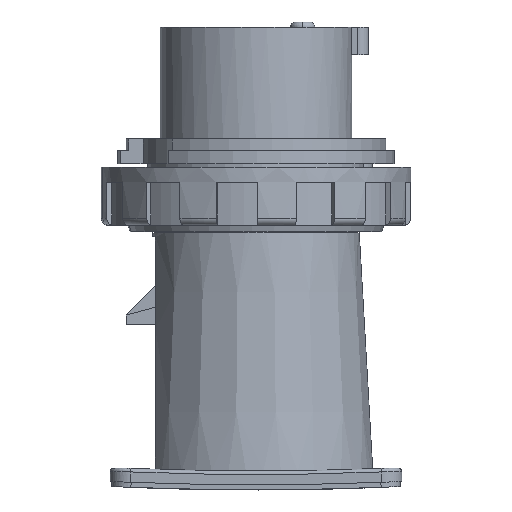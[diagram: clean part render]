
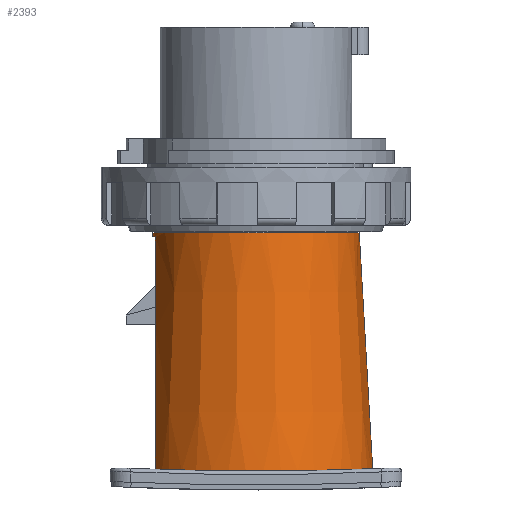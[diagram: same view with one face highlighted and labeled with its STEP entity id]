
A CAD part, left-side view. The second image highlights one B-rep face of the part: STEP entity #2393.
In plain terms, the highlighted conical face has half-angle 3.254 degrees and reference radius 31.866 mm.
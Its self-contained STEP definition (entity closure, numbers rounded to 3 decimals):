
#25=CARTESIAN_POINT('',(30.,-63.742,-0.278));
#26=CARTESIAN_POINT('',(28.6,-63.742,-0.278));
#27=CARTESIAN_POINT('',(25.799,-63.568,-0.279));
#28=CARTESIAN_POINT('',(21.657,-62.787,-0.286));
#29=CARTESIAN_POINT('',(17.652,-61.503,-0.296));
#30=CARTESIAN_POINT('',(13.827,-59.726,-0.309));
#31=CARTESIAN_POINT('',(10.264,-57.498,-0.324));
#32=CARTESIAN_POINT('',(6.992,-54.834,-0.341));
#33=CARTESIAN_POINT('',(4.088,-51.801,-0.358));
#34=CARTESIAN_POINT('',(1.571,-48.414,-0.374));
#35=CARTESIAN_POINT('',(-0.496,-44.762,
-0.389));
#36=CARTESIAN_POINT('',(-2.104,-40.86,
-0.401));
#37=CARTESIAN_POINT('',(-3.21,-36.814,
-0.41));
#38=CARTESIAN_POINT('',(-3.809,-32.636,
-0.414));
#39=CARTESIAN_POINT('',(-3.886,-28.442,
-0.415));
#40=CARTESIAN_POINT('',(-3.44,-24.246,
-0.411));
#41=CARTESIAN_POINT('',(-2.483,-20.16,
-0.404));
#42=CARTESIAN_POINT('',(-1.02,-16.204,
-0.393));
#43=CARTESIAN_POINT('',(0.913,-12.477,
-0.379));
#44=CARTESIAN_POINT('',(3.303,-9.002,-0.363));
#45=CARTESIAN_POINT('',(6.095,-5.862,-0.346));
#46=CARTESIAN_POINT('',(9.265,-3.083,-0.329));
#47=CARTESIAN_POINT('',(11.587,-1.51,-0.318));
#48=CARTESIAN_POINT('',(12.792,-0.798,
-0.313));
#320=DIRECTION('',(0.,-0.057,-0.998));
#321=VECTOR('',#320,69.121);
#322=CARTESIAN_POINT('',(30.,-59.819,68.732));
#323=LINE('',#322,#321);
#339=DIRECTION('',(0.,0.057,-0.998));
#340=VECTOR('',#339,1.234);
#341=CARTESIAN_POINT('',(30.,-0.019,68.732));
#342=LINE('',#341,#340);
#358=CARTESIAN_POINT('',(12.792,-0.798,
-0.313));
#359=CARTESIAN_POINT('',(13.353,-0.798,4.708));
#360=CARTESIAN_POINT('',(14.467,-0.798,14.305));
#361=CARTESIAN_POINT('',(16.106,-0.798,27.312));
#362=CARTESIAN_POINT('',(17.737,-0.798,39.081));
#363=CARTESIAN_POINT('',(19.384,-0.798,49.688));
#364=CARTESIAN_POINT('',(21.079,-0.798,59.202));
#365=CARTESIAN_POINT('',(22.281,-0.798,64.854));
#366=CARTESIAN_POINT('',(22.918,-0.798,67.5));
#368=CARTESIAN_POINT('',(30.,-29.919,67.5));
#369=DIRECTION('',(0.,0.,-1.));
#370=DIRECTION('',(-0.236,0.972,0.));
#371=AXIS2_PLACEMENT_3D('',#368,#369,#370);
#373=CARTESIAN_POINT('',(30.,-29.919,68.732));
#374=DIRECTION('',(0.,0.,-1.));
#375=DIRECTION('',(-0.995,0.1,0.));
#376=AXIS2_PLACEMENT_3D('',#373,#374,#375);
#378=CARTESIAN_POINT('',(30.,-29.919,68.732));
#379=DIRECTION('',(0.,0.,-1.));
#380=DIRECTION('',(-0.995,-0.1,0.));
#381=AXIS2_PLACEMENT_3D('',#378,#379,#380);
#383=CARTESIAN_POINT('',(30.,-29.919,68.732));
#384=DIRECTION('',(0.,0.,-1.));
#385=DIRECTION('',(0.,-1.,0.));
#386=AXIS2_PLACEMENT_3D('',#383,#384,#385);
#1948=VERTEX_POINT('',#358);
#1949=VERTEX_POINT('',#366);
#1964=CARTESIAN_POINT('',(0.251,-26.919,68.732));
#1966=VERTEX_POINT('',#1964);
#1968=CARTESIAN_POINT('',(0.251,-32.919,68.732));
#1969=VERTEX_POINT('',#1968);
#2012=CARTESIAN_POINT('',(30.,-59.819,68.732));
#2013=CARTESIAN_POINT('',(30.,-63.742,-0.278));
#2014=VERTEX_POINT('',#2012);
#2015=VERTEX_POINT('',#2013);
#2016=CARTESIAN_POINT('',(30.,-0.019,68.732));
#2017=CARTESIAN_POINT('',(30.,0.051,67.5));
#2018=VERTEX_POINT('',#2016);
#2019=VERTEX_POINT('',#2017);
#2375=CARTESIAN_POINT('',(30.,-29.919,34.159));
#2376=DIRECTION('',(0.,0.,-1.));
#2377=DIRECTION('',(0.,1.,0.));
#2378=AXIS2_PLACEMENT_3D('',#2375,#2376,#2377);
#2379=CONICAL_SURFACE('',#2378,31.866,3.254);
#2380=ORIENTED_EDGE('',*,*,#2359,.T.);
#2381=ORIENTED_EDGE('',*,*,#2301,.T.);
#2382=ORIENTED_EDGE('',*,*,#2315,.T.);
#2383=ORIENTED_EDGE('',*,*,#2348,.T.);
#2384=ORIENTED_EDGE('',*,*,#2367,.F.);
#2386=ORIENTED_EDGE('',*,*,#2385,.F.);
#2388=ORIENTED_EDGE('',*,*,#2387,.F.);
#2390=ORIENTED_EDGE('',*,*,#2389,.F.);
#2391=EDGE_LOOP('',(#2380,#2381,#2382,#2383,#2384,#2386,#2388,#2390));
#2392=FACE_OUTER_BOUND('',#2391,.F.);
#2393=ADVANCED_FACE('',(#2392),#2379,.T.);
#49=B_SPLINE_CURVE_WITH_KNOTS('',3,(#25,#26,#27,#28,#29,#30,#31,#32,#33,#34,#35,
#36,#37,#38,#39,#40,#41,#42,#43,#44,#45,#46,#47,#48),.UNSPECIFIED.,.F.,.F.,(4,1,
1,1,1,1,1,1,1,1,1,1,1,1,1,1,1,1,1,1,1,4),(0.,0.048,
0.095,0.143,0.19,0.238,
0.286,0.333,0.381,0.429,
0.476,0.524,0.571,0.619,
0.667,0.714,0.762,0.81,
0.857,0.905,0.952,1.),.UNSPECIFIED.);
#367=B_SPLINE_CURVE_WITH_KNOTS('',3,(#358,#359,#360,#361,#362,#363,#364,#365,
#366),.UNSPECIFIED.,.F.,.F.,(4,1,1,1,1,1,4),(0.,0.167,
0.333,0.5,0.667,0.833,1.),
.UNSPECIFIED.);
#372=CIRCLE('',#371,29.97);
#377=CIRCLE('',#376,29.9);
#382=CIRCLE('',#381,29.9);
#387=CIRCLE('',#386,29.9);
#2301=EDGE_CURVE('',#2015,#1948,#49,.T.);
#2315=EDGE_CURVE('',#1948,#1949,#367,.T.);
#2348=EDGE_CURVE('',#1949,#2019,#372,.T.);
#2359=EDGE_CURVE('',#2014,#2015,#323,.T.);
#2367=EDGE_CURVE('',#2018,#2019,#342,.T.);
#2385=EDGE_CURVE('',#1966,#2018,#377,.T.);
#2387=EDGE_CURVE('',#1969,#1966,#382,.T.);
#2389=EDGE_CURVE('',#2014,#1969,#387,.T.);
